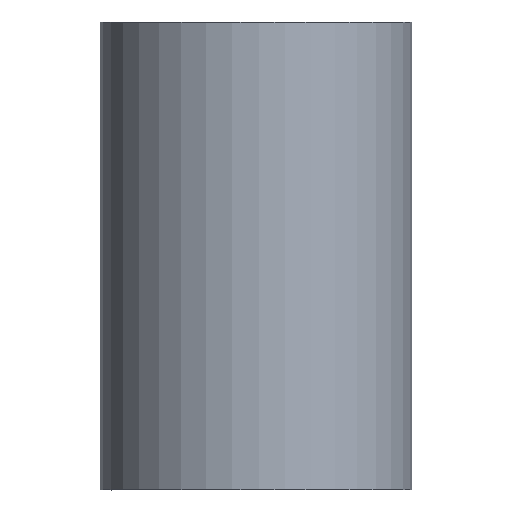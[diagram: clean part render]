
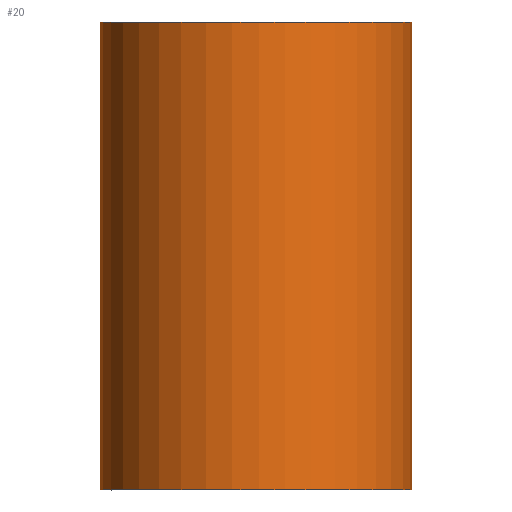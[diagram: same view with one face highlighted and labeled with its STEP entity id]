
A CAD part, front view. The second image highlights one B-rep face of the part: STEP entity #20.
In plain terms, the highlighted cylindrical face has radius 20 mm (diameter 40 mm), a partial arc.
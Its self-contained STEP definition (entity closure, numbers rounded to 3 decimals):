
#20=ADVANCED_FACE('',(#29),#152,.T.);
#29=FACE_OUTER_BOUND('',#38,.T.);
#38=EDGE_LOOP('',(#71,#72,#73,#74));
#71=ORIENTED_EDGE('',*,*,#99,.T.);
#72=ORIENTED_EDGE('',*,*,#102,.T.);
#73=ORIENTED_EDGE('',*,*,#90,.T.);
#74=ORIENTED_EDGE('',*,*,#103,.F.);
#90=EDGE_CURVE('',#136,#137,#130,.T.);
#99=EDGE_CURVE('',#145,#143,#111,.T.);
#102=EDGE_CURVE('',#143,#136,#117,.T.);
#103=EDGE_CURVE('',#145,#137,#118,.T.);
#111=B_SPLINE_CURVE_WITH_KNOTS('',1,(#347,#348),.UNSPECIFIED.,.F.,.F.,(2,
2),(39.698,46.704),.UNSPECIFIED.);
#117=TRIMMED_CURVE($,#124,(#356),(#357),.T.,.CARTESIAN.);
#118=TRIMMED_CURVE($,#125,(#359),(#360),.T.,.CARTESIAN.);
#124=CIRCLE('',#255,20.);
#125=CIRCLE('',#256,20.);
#130=(
BOUNDED_CURVE()
B_SPLINE_CURVE(1,(#328,#329),.UNSPECIFIED.,.F.,.F.)
B_SPLINE_CURVE_WITH_KNOTS((2,2),(0.,60.),.UNSPECIFIED.)
CURVE()
GEOMETRIC_REPRESENTATION_ITEM()
RATIONAL_B_SPLINE_CURVE((1.,1.))
REPRESENTATION_ITEM('')
);
#136=VERTEX_POINT('',#297);
#137=VERTEX_POINT('',#298);
#143=VERTEX_POINT('',#304);
#145=VERTEX_POINT('',#306);
#152=CYLINDRICAL_SURFACE('',#246,20.);
#246=AXIS2_PLACEMENT_3D('',#289,#264,$);
#255=AXIS2_PLACEMENT_3D($,#355,#278,#279);
#256=AXIS2_PLACEMENT_3D($,#358,#280,#281);
#264=DIRECTION('',(0.,0.,1.));
#278=DIRECTION('',(0.,0.,1.));
#279=DIRECTION('',(-0.385,0.923,0.));
#280=DIRECTION('',(0.,0.,1.));
#281=DIRECTION('',(-0.385,0.923,0.));
#289=CARTESIAN_POINT('',(-0.633,438.596,0.));
#297=CARTESIAN_POINT('',(19.367,438.596,-30.));
#298=CARTESIAN_POINT('',(19.367,438.596,30.));
#304=CARTESIAN_POINT('',(-8.337,457.053,-30.));
#306=CARTESIAN_POINT('',(-8.337,457.053,30.));
#328=CARTESIAN_POINT('',(19.367,438.596,-30.));
#329=CARTESIAN_POINT('',(19.367,438.596,30.));
#347=CARTESIAN_POINT('',(-8.337,457.053,30.));
#348=CARTESIAN_POINT('',(-8.337,457.053,-30.));
#355=CARTESIAN_POINT('',(-0.633,438.596,-30.));
#356=CARTESIAN_POINT('',(-8.337,457.053,-30.));
#357=CARTESIAN_POINT('',(19.367,438.596,-30.));
#358=CARTESIAN_POINT('',(-0.633,438.596,30.));
#359=CARTESIAN_POINT('',(-8.337,457.053,30.));
#360=CARTESIAN_POINT('',(19.367,438.596,30.));
